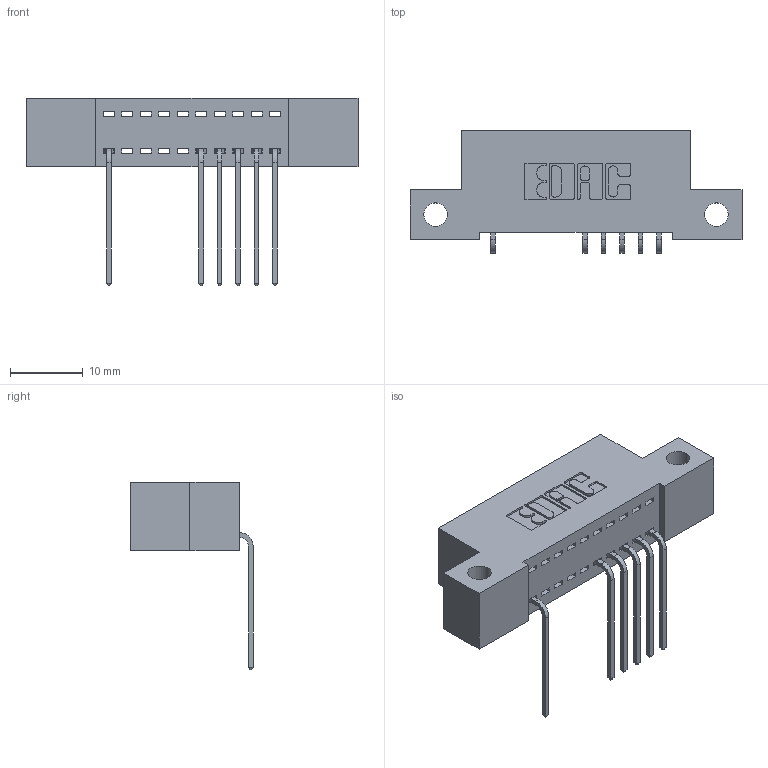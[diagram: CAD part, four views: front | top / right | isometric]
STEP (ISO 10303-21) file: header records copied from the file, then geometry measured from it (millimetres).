
FILE_DESCRIPTION (( 'STEP AP203' ), '1' );
FILE_NAME ('392-010-559-112.STEP', '2018-08-14T21:00:56', ( '' ), ( '' ), 'SwSTEP 2.0', 'SolidWorks 2016', '' );
FILE_SCHEMA (( 'CONFIG_CONTROL_DESIGN' ));
Length unit declared in the file: inch
Products named in the file (3): 342 Part_Side Mount; 345-292-001_558 559 Tail - 1; 392-010-559-112
Assembly tree (7 placements, depth 2):
  392-010-559-112
    342 Part_Side Mount
    345-292-001_558 559 Tail - 1  x6
Bounding box: 45.72 x 16.83 x 25.78 mm (x, y, z)
Volume: 3791.2 mm3; surface area: 4683.1 mm2
Topology: 7 solids, 7 shells, 518 faces, 1559 edges, 1030 vertices
Faces by surface type: plane 378, cylinder 140
Entity records: 10079 total; most frequent: CARTESIAN_POINT 1768, ORIENTED_EDGE 1718, DIRECTION 1551, EDGE_CURVE 859, VECTOR 731, LINE 731, VERTEX_POINT 570, AXIS2_PLACEMENT_3D 410
